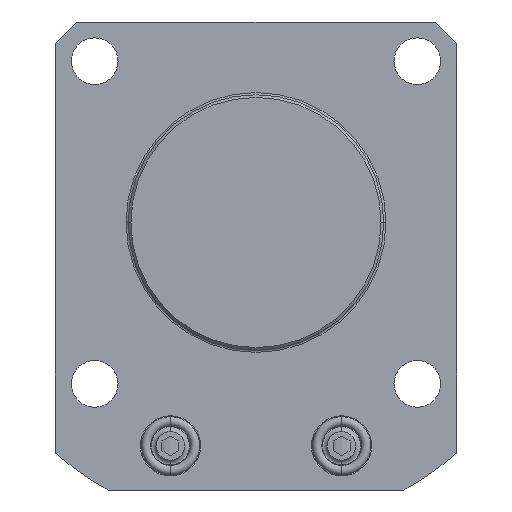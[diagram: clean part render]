
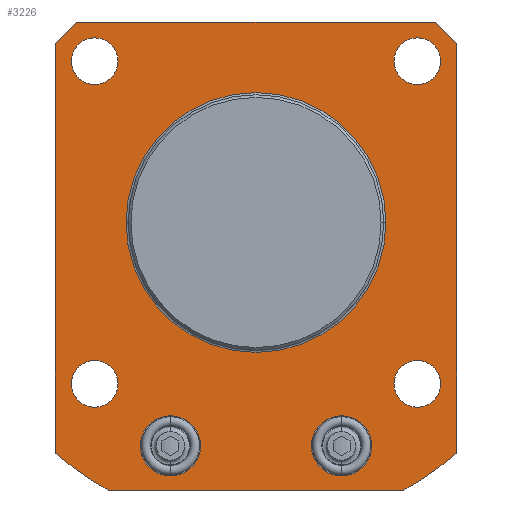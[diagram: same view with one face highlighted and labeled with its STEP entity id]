
A CAD part, front view. The second image highlights one B-rep face of the part: STEP entity #3226.
In plain terms, the highlighted planar face has unit normal (0, -1, 0).
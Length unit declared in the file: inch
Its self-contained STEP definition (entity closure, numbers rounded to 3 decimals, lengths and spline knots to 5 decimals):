
#607=CARTESIAN_POINT('',(0.,0.,0.));
#608=DIRECTION('',(0.,1.,0.));
#609=DIRECTION('',(-1.,0.,0.));
#610=AXIS2_PLACEMENT_3D('',#607,#608,#609);
#615=CARTESIAN_POINT('',(0.,0.,0.));
#616=DIRECTION('',(0.,1.,0.));
#617=DIRECTION('',(1.,0.,0.));
#618=AXIS2_PLACEMENT_3D('',#615,#616,#617);
#623=DIRECTION('',(1.,0.,0.));
#624=VECTOR('',#623,2.17765);
#625=CARTESIAN_POINT('',(-1.08882,0.,-1.969));
#626=LINE('',#625,#624);
#630=DIRECTION('',(0.,0.,-1.));
#631=VECTOR('',#630,3.01678);
#632=CARTESIAN_POINT('',(-1.4765,0.,1.319));
#633=LINE('',#632,#631);
#637=DIRECTION('',(-0.707,0.,-0.707));
#638=VECTOR('',#637,0.22203);
#639=CARTESIAN_POINT('',(-1.3195,0.,1.476));
#640=LINE('',#639,#638);
#644=DIRECTION('',(-1.,0.,0.));
#645=VECTOR('',#644,2.639);
#646=CARTESIAN_POINT('',(1.3195,0.,1.476));
#647=LINE('',#646,#645);
#651=DIRECTION('',(-0.707,0.,0.707));
#652=VECTOR('',#651,0.22203);
#653=CARTESIAN_POINT('',(1.4765,0.,1.319));
#654=LINE('',#653,#652);
#658=DIRECTION('',(0.,0.,1.));
#659=VECTOR('',#658,3.01678);
#660=CARTESIAN_POINT('',(1.4765,0.,-1.69778));
#661=LINE('',#660,#659);
#665=CARTESIAN_POINT('',(-1.1875,0.,-1.1875));
#666=DIRECTION('',(0.,1.,0.));
#667=DIRECTION('',(-1.,0.,0.));
#668=AXIS2_PLACEMENT_3D('',#665,#666,#667);
#673=CARTESIAN_POINT('',(-1.1875,0.,-1.1875));
#674=DIRECTION('',(0.,1.,0.));
#675=DIRECTION('',(1.,0.,0.));
#676=AXIS2_PLACEMENT_3D('',#673,#674,#675);
#681=CARTESIAN_POINT('',(1.1875,0.,-1.1875));
#682=DIRECTION('',(0.,1.,0.));
#683=DIRECTION('',(-1.,0.,0.));
#684=AXIS2_PLACEMENT_3D('',#681,#682,#683);
#689=CARTESIAN_POINT('',(1.1875,0.,-1.1875));
#690=DIRECTION('',(0.,1.,0.));
#691=DIRECTION('',(1.,0.,0.));
#692=AXIS2_PLACEMENT_3D('',#689,#690,#691);
#697=CARTESIAN_POINT('',(1.1875,0.,1.1875));
#698=DIRECTION('',(0.,1.,0.));
#699=DIRECTION('',(-1.,0.,0.));
#700=AXIS2_PLACEMENT_3D('',#697,#698,#699);
#705=CARTESIAN_POINT('',(1.1875,0.,1.1875));
#706=DIRECTION('',(0.,1.,0.));
#707=DIRECTION('',(1.,0.,0.));
#708=AXIS2_PLACEMENT_3D('',#705,#706,#707);
#713=CARTESIAN_POINT('',(-1.1875,0.,1.1875));
#714=DIRECTION('',(0.,1.,0.));
#715=DIRECTION('',(-1.,0.,0.));
#716=AXIS2_PLACEMENT_3D('',#713,#714,#715);
#721=CARTESIAN_POINT('',(-1.1875,0.,1.1875));
#722=DIRECTION('',(0.,1.,0.));
#723=DIRECTION('',(1.,0.,0.));
#724=AXIS2_PLACEMENT_3D('',#721,#722,#723);
#729=CARTESIAN_POINT('',(-0.63,0.,-1.644));
#730=DIRECTION('',(0.,-1.,0.));
#731=DIRECTION('',(-1.,0.,0.));
#732=AXIS2_PLACEMENT_3D('',#729,#730,#731);
#737=CARTESIAN_POINT('',(-0.63,0.,-1.644));
#738=DIRECTION('',(0.,-1.,0.));
#739=DIRECTION('',(1.,0.,0.));
#740=AXIS2_PLACEMENT_3D('',#737,#738,#739);
#745=CARTESIAN_POINT('',(0.63,0.,-1.644));
#746=DIRECTION('',(0.,1.,0.));
#747=DIRECTION('',(1.,0.,0.));
#748=AXIS2_PLACEMENT_3D('',#745,#746,#747);
#753=CARTESIAN_POINT('',(0.63,0.,-1.644));
#754=DIRECTION('',(0.,1.,0.));
#755=DIRECTION('',(-1.,0.,0.));
#756=AXIS2_PLACEMENT_3D('',#753,#754,#755);
#875=CARTESIAN_POINT('',(0.,0.,0.));
#876=DIRECTION('',(0.,-1.,0.));
#877=DIRECTION('',(-0.656,0.,-0.755));
#878=AXIS2_PLACEMENT_3D('',#875,#876,#877);
#890=CARTESIAN_POINT('',(0.,0.,0.));
#891=DIRECTION('',(0.,-1.,0.));
#892=DIRECTION('',(0.484,0.,-0.875));
#893=AXIS2_PLACEMENT_3D('',#890,#891,#892);
#2444=CARTESIAN_POINT('',(-1.08882,0.,-1.969));
#2445=CARTESIAN_POINT('',(1.08882,0.,-1.969));
#2446=VERTEX_POINT('',#2444);
#2447=VERTEX_POINT('',#2445);
#2448=CARTESIAN_POINT('',(1.4765,0.,-1.69778));
#2449=CARTESIAN_POINT('',(1.4765,0.,1.319));
#2450=VERTEX_POINT('',#2448);
#2451=VERTEX_POINT('',#2449);
#2458=CARTESIAN_POINT('',(-1.4765,0.,-1.69778));
#2459=VERTEX_POINT('',#2458);
#2460=CARTESIAN_POINT('',(-1.3595,0.,-1.1875));
#2461=CARTESIAN_POINT('',(-1.0155,0.,-1.1875));
#2462=VERTEX_POINT('',#2460);
#2463=VERTEX_POINT('',#2461);
#2464=CARTESIAN_POINT('',(1.0155,0.,-1.1875));
#2465=CARTESIAN_POINT('',(1.3595,0.,-1.1875));
#2466=VERTEX_POINT('',#2464);
#2467=VERTEX_POINT('',#2465);
#2468=CARTESIAN_POINT('',(1.0155,0.,1.1875));
#2469=CARTESIAN_POINT('',(1.3595,0.,1.1875));
#2470=VERTEX_POINT('',#2468);
#2471=VERTEX_POINT('',#2469);
#2472=CARTESIAN_POINT('',(-1.3595,0.,1.1875));
#2473=CARTESIAN_POINT('',(-1.0155,0.,1.1875));
#2474=VERTEX_POINT('',#2472);
#2475=VERTEX_POINT('',#2473);
#2520=CARTESIAN_POINT('',(-0.9563,0.,0.));
#2521=CARTESIAN_POINT('',(0.9563,0.,0.));
#2522=VERTEX_POINT('',#2520);
#2523=VERTEX_POINT('',#2521);
#2601=CARTESIAN_POINT('',(-0.8515,0.,-1.644));
#2602=CARTESIAN_POINT('',(-0.4085,0.,-1.644));
#2603=VERTEX_POINT('',#2601);
#2604=VERTEX_POINT('',#2602);
#2611=CARTESIAN_POINT('',(0.8515,0.,-1.644));
#2612=VERTEX_POINT('',#2611);
#2613=CARTESIAN_POINT('',(0.4085,0.,-1.644));
#2614=VERTEX_POINT('',#2613);
#2767=CARTESIAN_POINT('',(1.3195,0.,1.476));
#2768=VERTEX_POINT('',#2767);
#2769=CARTESIAN_POINT('',(-1.3195,0.,1.476));
#2770=VERTEX_POINT('',#2769);
#2771=CARTESIAN_POINT('',(-1.4765,0.,1.319));
#2772=VERTEX_POINT('',#2771);
#3164=CARTESIAN_POINT('',(0.,0.,0.));
#3165=DIRECTION('',(0.,-1.,0.));
#3166=DIRECTION('',(-1.,0.,0.));
#3167=AXIS2_PLACEMENT_3D('',#3164,#3165,#3166);
#3168=PLANE('',#3167);
#3169=ORIENTED_EDGE('',*,*,#2997,.F.);
#3171=ORIENTED_EDGE('',*,*,#3170,.F.);
#3173=ORIENTED_EDGE('',*,*,#3172,.F.);
#3175=ORIENTED_EDGE('',*,*,#3174,.F.);
#3177=ORIENTED_EDGE('',*,*,#3176,.F.);
#3179=ORIENTED_EDGE('',*,*,#3178,.F.);
#3181=ORIENTED_EDGE('',*,*,#3180,.F.);
#3183=ORIENTED_EDGE('',*,*,#3182,.F.);
#3184=EDGE_LOOP('',(#3169,#3171,#3173,#3175,#3177,#3179,#3181,#3183));
#3185=FACE_OUTER_BOUND('',#3184,.F.);
#3187=ORIENTED_EDGE('',*,*,#3186,.F.);
#3189=ORIENTED_EDGE('',*,*,#3188,.F.);
#3190=EDGE_LOOP('',(#3187,#3189));
#3191=FACE_BOUND('',#3190,.F.);
#3193=ORIENTED_EDGE('',*,*,#3192,.F.);
#3195=ORIENTED_EDGE('',*,*,#3194,.F.);
#3196=EDGE_LOOP('',(#3193,#3195));
#3197=FACE_BOUND('',#3196,.F.);
#3198=ORIENTED_EDGE('',*,*,#3144,.F.);
#3199=ORIENTED_EDGE('',*,*,#3158,.F.);
#3200=EDGE_LOOP('',(#3198,#3199));
#3201=FACE_BOUND('',#3200,.F.);
#3203=ORIENTED_EDGE('',*,*,#3202,.F.);
#3205=ORIENTED_EDGE('',*,*,#3204,.F.);
#3206=EDGE_LOOP('',(#3203,#3205));
#3207=FACE_BOUND('',#3206,.F.);
#3209=ORIENTED_EDGE('',*,*,#3208,.F.);
#3211=ORIENTED_EDGE('',*,*,#3210,.F.);
#3212=EDGE_LOOP('',(#3209,#3211));
#3213=FACE_BOUND('',#3212,.F.);
#3215=ORIENTED_EDGE('',*,*,#3214,.T.);
#3217=ORIENTED_EDGE('',*,*,#3216,.T.);
#3218=EDGE_LOOP('',(#3215,#3217));
#3219=FACE_BOUND('',#3218,.F.);
#3221=ORIENTED_EDGE('',*,*,#3220,.F.);
#3223=ORIENTED_EDGE('',*,*,#3222,.F.);
#3224=EDGE_LOOP('',(#3221,#3223));
#3225=FACE_BOUND('',#3224,.F.);
#611=CIRCLE('',#610,0.9563);
#619=CIRCLE('',#618,0.9563);
#669=CIRCLE('',#668,0.172);
#677=CIRCLE('',#676,0.172);
#685=CIRCLE('',#684,0.172);
#693=CIRCLE('',#692,0.172);
#701=CIRCLE('',#700,0.172);
#709=CIRCLE('',#708,0.172);
#717=CIRCLE('',#716,0.172);
#725=CIRCLE('',#724,0.172);
#733=CIRCLE('',#732,0.2215);
#741=CIRCLE('',#740,0.2215);
#749=CIRCLE('',#748,0.2215);
#757=CIRCLE('',#756,0.2215);
#879=CIRCLE('',#878,2.25);
#894=CIRCLE('',#893,2.25);
#2997=EDGE_CURVE('',#2446,#2447,#626,.T.);
#3144=EDGE_CURVE('',#2466,#2467,#685,.T.);
#3158=EDGE_CURVE('',#2467,#2466,#693,.T.);
#3170=EDGE_CURVE('',#2459,#2446,#879,.T.);
#3172=EDGE_CURVE('',#2772,#2459,#633,.T.);
#3174=EDGE_CURVE('',#2770,#2772,#640,.T.);
#3176=EDGE_CURVE('',#2768,#2770,#647,.T.);
#3178=EDGE_CURVE('',#2451,#2768,#654,.T.);
#3180=EDGE_CURVE('',#2450,#2451,#661,.T.);
#3182=EDGE_CURVE('',#2447,#2450,#894,.T.);
#3186=EDGE_CURVE('',#2522,#2523,#611,.T.);
#3188=EDGE_CURVE('',#2523,#2522,#619,.T.);
#3192=EDGE_CURVE('',#2462,#2463,#669,.T.);
#3194=EDGE_CURVE('',#2463,#2462,#677,.T.);
#3202=EDGE_CURVE('',#2470,#2471,#701,.T.);
#3204=EDGE_CURVE('',#2471,#2470,#709,.T.);
#3208=EDGE_CURVE('',#2474,#2475,#717,.T.);
#3210=EDGE_CURVE('',#2475,#2474,#725,.T.);
#3214=EDGE_CURVE('',#2603,#2604,#733,.T.);
#3216=EDGE_CURVE('',#2604,#2603,#741,.T.);
#3220=EDGE_CURVE('',#2612,#2614,#749,.T.);
#3222=EDGE_CURVE('',#2614,#2612,#757,.T.);
#3226=ADVANCED_FACE('',(#3185,#3191,#3197,#3201,#3207,#3213,#3219,#3225),#3168,
.T.);
